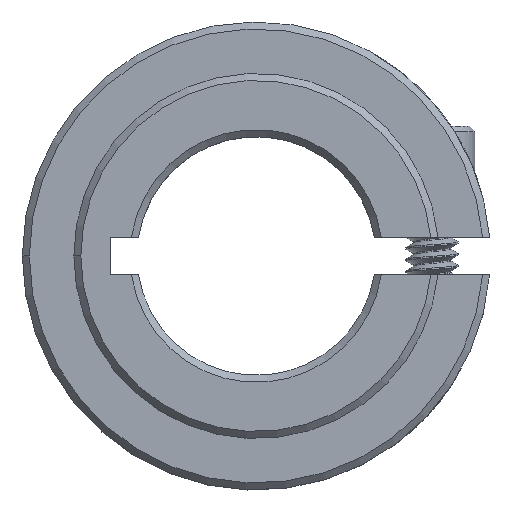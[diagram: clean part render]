
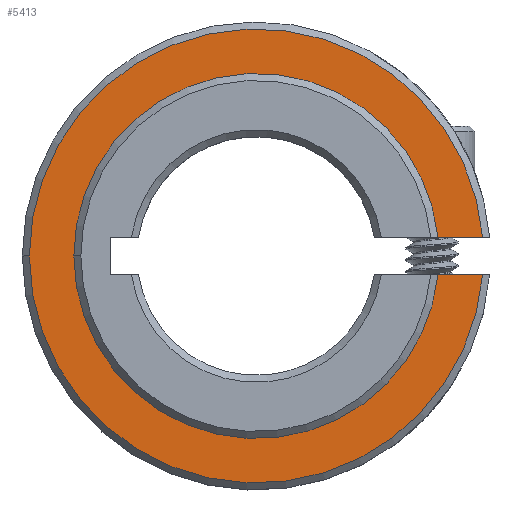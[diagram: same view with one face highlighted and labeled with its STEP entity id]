
A CAD part, top view. The second image highlights one B-rep face of the part: STEP entity #5413.
In plain terms, the highlighted planar face has unit normal (0, 0, 1).
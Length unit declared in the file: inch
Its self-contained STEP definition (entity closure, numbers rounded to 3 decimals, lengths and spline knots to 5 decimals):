
#115 = CARTESIAN_POINT ( 'NONE',  ( 0.48335, -0.04, 0.235 ) ) ;
#310 = AXIS2_PLACEMENT_3D ( 'NONE', #2326, #3629, #5006 ) ;
#399 = AXIS2_PLACEMENT_3D ( 'NONE', #1844, #4070, #4486 ) ;
#425 = LINE ( 'NONE', #4822, #3490 ) ;
#622 = AXIS2_PLACEMENT_3D ( 'NONE', #3888, #3461, #4727 ) ;
#876 = EDGE_LOOP ( 'NONE', ( #3706, #924, #4494, #3773, #4786, #1840 ) ) ;
#913 = EDGE_CURVE ( 'NONE', #5132, #4921, #2706, .T. ) ;
#924 = ORIENTED_EDGE ( 'NONE', *, *, #913, .T. ) ;
#1111 = DIRECTION ( 'NONE',  ( 0., 0., 1. ) ) ;
#1130 = EDGE_CURVE ( 'NONE', #3403, #5132, #425, .T. ) ;
#1180 = FACE_OUTER_BOUND ( 'NONE', #876, .T. ) ;
#1312 = CIRCLE ( 'NONE', #310, 0.485 ) ;
#1374 = CARTESIAN_POINT ( 'NONE',  ( 0., 0.04, 0.235 ) ) ;
#1528 = DIRECTION ( 'NONE',  ( 0., 0., -1. ) ) ;
#1560 = CARTESIAN_POINT ( 'NONE',  ( 0., 0., 0.235 ) ) ;
#1840 = ORIENTED_EDGE ( 'NONE', *, *, #3594, .T. ) ;
#1844 = CARTESIAN_POINT ( 'NONE',  ( 0., 0., 0.235 ) ) ;
#1993 = DIRECTION ( 'NONE',  ( 1., 0., 0. ) ) ;
#2326 = CARTESIAN_POINT ( 'NONE',  ( 0., 0., 0.235 ) ) ;
#2408 = DIRECTION ( 'NONE',  ( -1., 0., 0. ) ) ;
#2530 = EDGE_CURVE ( 'NONE', #4921, #5300, #4380, .T. ) ;
#2706 = CIRCLE ( 'NONE', #4720, 0.39 ) ;
#3044 = DIRECTION ( 'NONE',  ( -1., 0., 0. ) ) ;
#3221 = LINE ( 'NONE', #1374, #3837 ) ;
#3262 = VERTEX_POINT ( 'NONE', #5064 ) ;
#3335 = CARTESIAN_POINT ( 'NONE',  ( 0., 0., 0.235 ) ) ;
#3403 = VERTEX_POINT ( 'NONE', #115 ) ;
#3457 = VERTEX_POINT ( 'NONE', #5352 ) ;
#3461 = DIRECTION ( 'NONE',  ( 0., 0., 1. ) ) ;
#3467 = AXIS2_PLACEMENT_3D ( 'NONE', #3335, #1111, #1993 ) ;
#3490 = VECTOR ( 'NONE', #3044, 39.37008 ) ;
#3594 = EDGE_CURVE ( 'NONE', #3262, #3403, #3649, .T. ) ;
#3629 = DIRECTION ( 'NONE',  ( 0., 0., 1. ) ) ;
#3649 = CIRCLE ( 'NONE', #3467, 0.485 ) ;
#3706 = ORIENTED_EDGE ( 'NONE', *, *, #1130, .T. ) ;
#3773 = ORIENTED_EDGE ( 'NONE', *, *, #3873, .F. ) ;
#3807 = EDGE_CURVE ( 'NONE', #3457, #3262, #1312, .T. ) ;
#3837 = VECTOR ( 'NONE', #2408, 39.37008 ) ;
#3873 = EDGE_CURVE ( 'NONE', #3457, #5300, #3221, .T. ) ;
#3888 = CARTESIAN_POINT ( 'NONE',  ( 0., 0., 0.235 ) ) ;
#4011 = CARTESIAN_POINT ( 'NONE',  ( 0.38794, -0.04, 0.235 ) ) ;
#4070 = DIRECTION ( 'NONE',  ( 0., 0., -1. ) ) ;
#4380 = CIRCLE ( 'NONE', #399, 0.39 ) ;
#4486 = DIRECTION ( 'NONE',  ( 1., 0., 0. ) ) ;
#4494 = ORIENTED_EDGE ( 'NONE', *, *, #2530, .T. ) ;
#4720 = AXIS2_PLACEMENT_3D ( 'NONE', #1560, #1528, #5065 ) ;
#4727 = DIRECTION ( 'NONE',  ( 1., 0., 0. ) ) ;
#4786 = ORIENTED_EDGE ( 'NONE', *, *, #3807, .T. ) ;
#4822 = CARTESIAN_POINT ( 'NONE',  ( 0., -0.04, 0.235 ) ) ;
#4921 = VERTEX_POINT ( 'NONE', #5667 ) ;
#5006 = DIRECTION ( 'NONE',  ( 1., 0., 0. ) ) ;
#5064 = CARTESIAN_POINT ( 'NONE',  ( -0.485, 0., 0.235 ) ) ;
#5065 = DIRECTION ( 'NONE',  ( 1., 0., 0. ) ) ;
#5132 = VERTEX_POINT ( 'NONE', #4011 ) ;
#5300 = VERTEX_POINT ( 'NONE', #5500 ) ;
#5352 = CARTESIAN_POINT ( 'NONE',  ( 0.48335, 0.04, 0.235 ) ) ;
#5413 = ADVANCED_FACE ( 'NONE', ( #1180 ), #5554, .T. ) ;
#5500 = CARTESIAN_POINT ( 'NONE',  ( 0.38794, 0.04, 0.235 ) ) ;
#5554 = PLANE ( 'NONE',  #622 ) ;
#5667 = CARTESIAN_POINT ( 'NONE',  ( -0.39, 0., 0.235 ) ) ;
